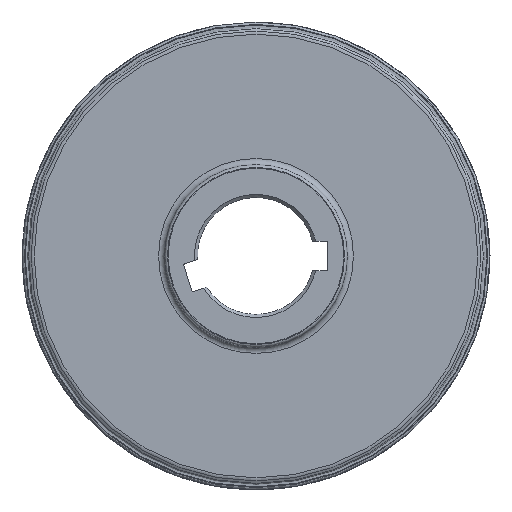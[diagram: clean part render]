
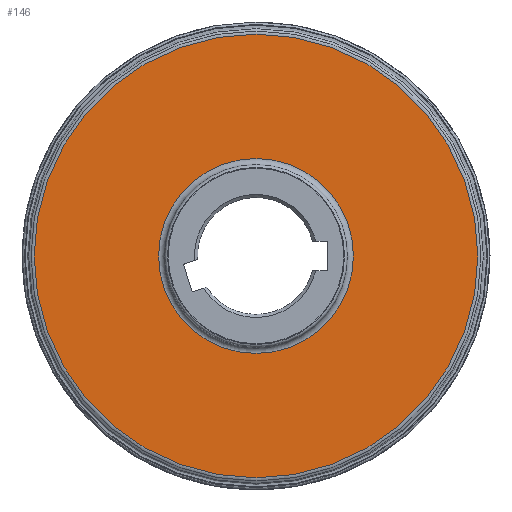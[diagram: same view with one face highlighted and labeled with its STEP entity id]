
A CAD part, top view. The second image highlights one B-rep face of the part: STEP entity #146.
In plain terms, the highlighted planar face has unit normal (0, 0, 1).
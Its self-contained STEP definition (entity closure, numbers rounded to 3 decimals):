
#44=PLANE('',#835);
#146=ADVANCED_FACE('',(#304,#305),#44,.T.);
#304=FACE_BOUND('',#373,.T.);
#305=FACE_BOUND('',#374,.T.);
#373=EDGE_LOOP('',(#486));
#374=EDGE_LOOP('',(#487));
#486=ORIENTED_EDGE('',*,*,#680,.F.);
#487=ORIENTED_EDGE('',*,*,#679,.T.);
#611=VERTEX_POINT('',#1301);
#612=VERTEX_POINT('',#1304);
#679=EDGE_CURVE('',#611,#611,#741,.T.);
#680=EDGE_CURVE('',#612,#612,#742,.T.);
#741=CIRCLE('',#832,72.267);
#742=CIRCLE('',#834,31.741);
#832=AXIS2_PLACEMENT_3D('',#1300,#1014,#1015);
#834=AXIS2_PLACEMENT_3D('',#1303,#1018,#1019);
#835=AXIS2_PLACEMENT_3D('',#1305,#1020,#1021);
#1014=DIRECTION('',(0.,0.,1.));
#1015=DIRECTION('',(-1.,0.,0.));
#1018=DIRECTION('',(0.,0.,1.));
#1019=DIRECTION('',(-1.,0.,0.));
#1020=DIRECTION('',(0.,0.,1.));
#1021=DIRECTION('',(-1.,0.,0.));
#1300=CARTESIAN_POINT('',(0.,0.,-4.438));
#1301=CARTESIAN_POINT('',(-72.267,0.,-4.438));
#1303=CARTESIAN_POINT('',(0.,0.,-4.438));
#1304=CARTESIAN_POINT('',(-31.741,0.,-4.438));
#1305=CARTESIAN_POINT('',(72.267,0.,-4.438));
